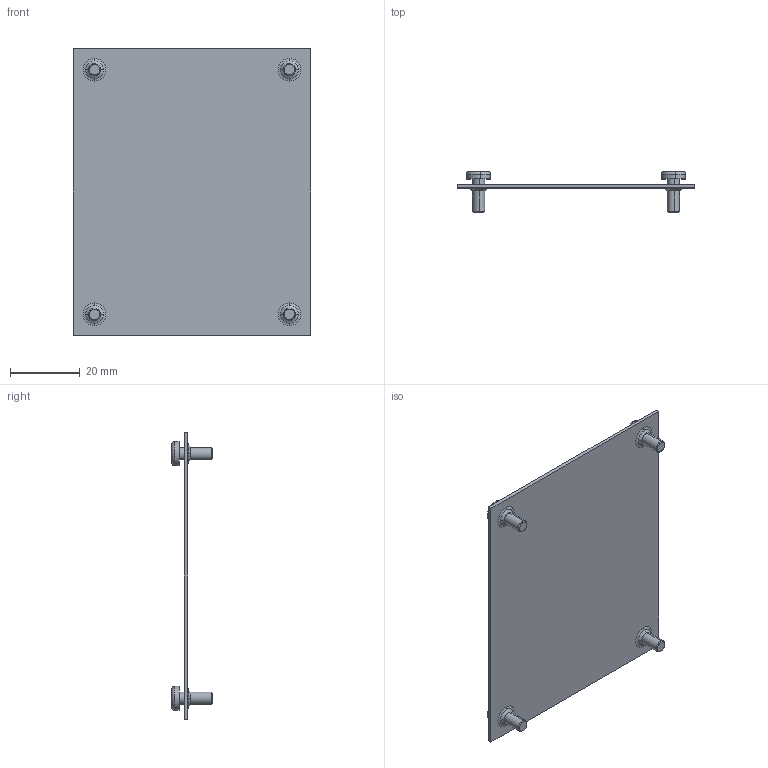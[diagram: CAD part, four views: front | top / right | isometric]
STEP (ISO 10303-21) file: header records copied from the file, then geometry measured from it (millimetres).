
FILE_DESCRIPTION (( 'STEP AP203' ), '1' );
FILE_NAME ('USP-P.STEP', '2006-08-03T19:34:27', ( ' ' ), ( ' ' ), 'SwSTEP 2.0', 'SolidWorks 2005354', '' );
FILE_SCHEMA (( 'CONFIG_CONTROL_DESIGN' ));
Length unit declared in the file: inch
Products named in the file (3): USP-P; Pan head phillips_6-32 x .375 PAN HEAD SCREW; USP
Assembly tree (5 placements, depth 2):
  USP-P
    Pan head phillips_6-32 x .375 PAN HEAD SCREW  x4
    USP
Bounding box: 68.07 x 11.61 x 82.04 mm (x, y, z)
Volume: 6303 mm3; surface area: 12405.1 mm2
Topology: 5 solids, 5 shells, 150 faces, 372 edges, 240 vertices
Faces by surface type: plane 70, cone 32, torus 24, cylinder 24
Entity records: 2873 total; most frequent: DIRECTION 494, CARTESIAN_POINT 422, ORIENTED_EDGE 408, EDGE_CURVE 204, AXIS2_PLACEMENT_3D 204, VERTEX_POINT 132, CIRCLE 118, EDGE_LOOP 88
